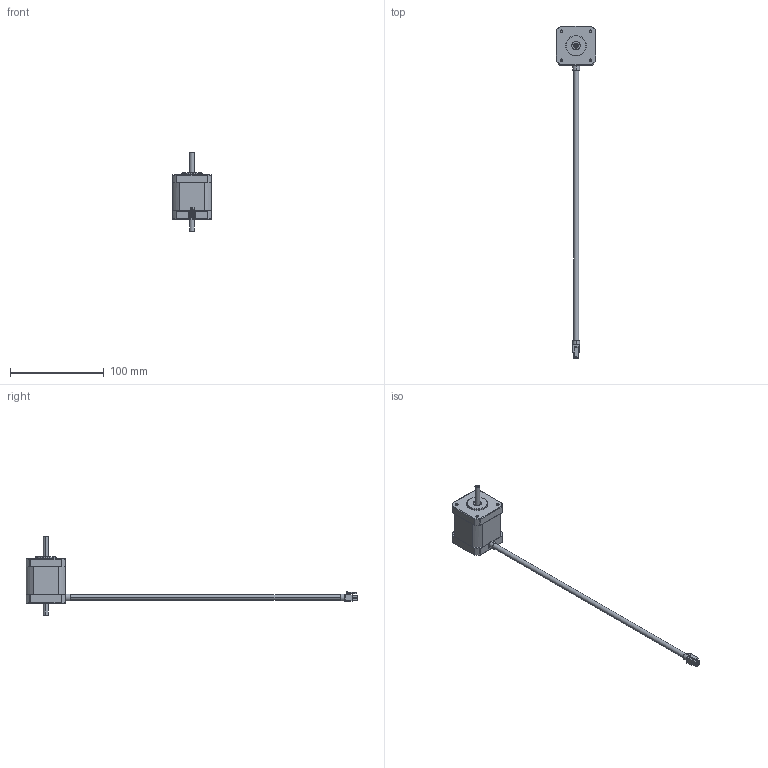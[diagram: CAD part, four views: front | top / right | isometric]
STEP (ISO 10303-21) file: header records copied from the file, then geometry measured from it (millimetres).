
FILE_DESCRIPTION (( 'STEP AP214' ), '1' );
FILE_NAME ('STP-MTR-17048E.STEP', '2018-08-15T15:45:51', ( '' ), ( '' ), 'SwSTEP 2.0', 'SolidWorks 2017', '' );
FILE_SCHEMA (( 'AUTOMOTIVE_DESIGN' ));
Length unit declared in the file: inch
Products named in the file (1): STP-MTR-17048E
Bounding box: 42.16 x 354.99 x 84.58 mm (x, y, z)
Volume: 90244.6 mm3; surface area: 20833 mm2
Topology: 8 solids, 8 shells, 425 faces, 1051 edges, 666 vertices
Faces by surface type: plane 257, cylinder 110, cone 26, torus 16, sphere 16
Entity records: 18321 total; most frequent: CARTESIAN_POINT 2469, DIRECTION 2151, ORIENTED_EDGE 2086, EDGE_CURVE 1043, AXIS2_PLACEMENT_3D 736, VECTOR 679, LINE 679, VERTEX_POINT 666
